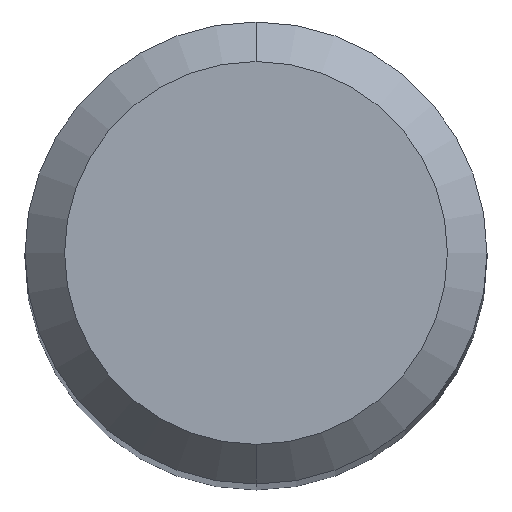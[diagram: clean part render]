
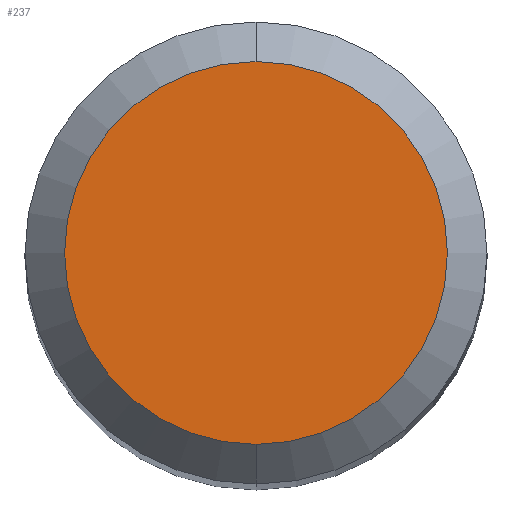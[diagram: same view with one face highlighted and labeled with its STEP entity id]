
A CAD part, top view. The second image highlights one B-rep face of the part: STEP entity #237.
In plain terms, the highlighted planar face has unit normal (0, 0, 1).
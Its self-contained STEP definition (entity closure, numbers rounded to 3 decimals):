
#135=VERTEX_POINT('',#351);
#157=VERTEX_POINT('',#375);
#169=EDGE_CURVE('',#157,#135,#388,.T.);
#191=EDGE_CURVE('',#135,#157,#411,.T.);
#237=ADVANCED_FACE('',(#464),#465,.T.);
#351=CARTESIAN_POINT('',(0.0,1.45,0.0));
#375=CARTESIAN_POINT('',(0.,-1.45,0.0));
#388=CIRCLE('',#635,1.45);
#411=CIRCLE('',#668,1.45);
#464=FACE_OUTER_BOUND('',#736,.T.);
#465=PLANE('',#737);
#635=AXIS2_PLACEMENT_3D('',#916,#917,#918);
#668=AXIS2_PLACEMENT_3D('',#944,#945,#946);
#736=EDGE_LOOP('',(#1029,#1030));
#737=AXIS2_PLACEMENT_3D('',#1031,#1032,#1033);
#916=CARTESIAN_POINT('',(0.0,0.0,0.0));
#917=DIRECTION('',(0.0,0.0,-1.0));
#918=DIRECTION('',(0.0,1.0,0.0));
#944=CARTESIAN_POINT('',(0.0,0.0,0.0));
#945=DIRECTION('',(0.0,0.0,-1.0));
#946=DIRECTION('',(0.0,1.0,0.0));
#1029=ORIENTED_EDGE('',*,*,#191,.F.);
#1030=ORIENTED_EDGE('',*,*,#169,.F.);
#1031=CARTESIAN_POINT('',(0.0,0.725,0.0));
#1032=DIRECTION('',(-0.0,0.0,1.0));
#1033=DIRECTION('',(0.0,-1.0,0.0));
